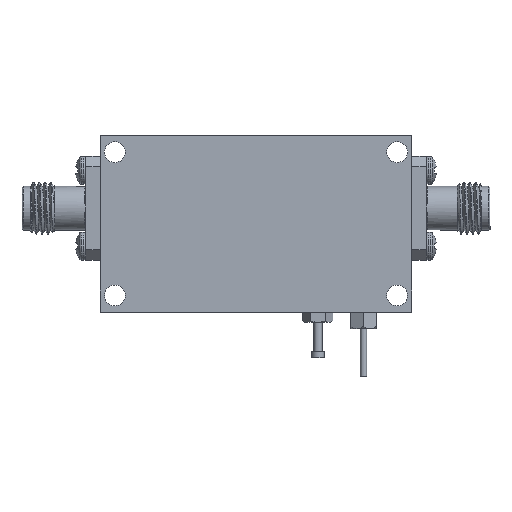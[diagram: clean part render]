
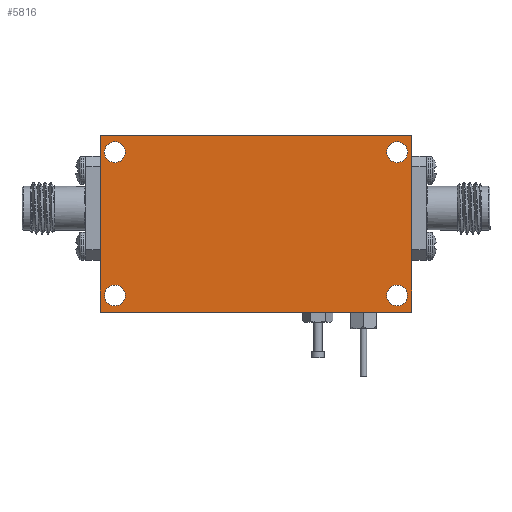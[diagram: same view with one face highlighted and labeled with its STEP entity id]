
A CAD part, front view. The second image highlights one B-rep face of the part: STEP entity #5816.
In plain terms, the highlighted planar face has unit normal (0, -1, 0).
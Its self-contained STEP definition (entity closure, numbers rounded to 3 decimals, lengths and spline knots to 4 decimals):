
#40 = EDGE_CURVE ( 'NONE', #24460, #24460, #2845, .T. ) ;
#204 = ORIENTED_EDGE ( 'NONE', *, *, #25235, .T. ) ;
#803 = CARTESIAN_POINT ( 'NONE',  ( -0.68, -0.1875, -0.295 ) ) ;
#882 = EDGE_CURVE ( 'NONE', #38625, #13237, #27403, .T. ) ;
#934 = CARTESIAN_POINT ( 'NONE',  ( -0.68, -0.1875, 0.395 ) ) ;
#2646 = DIRECTION ( 'NONE',  ( 0., 0., -1. ) ) ;
#2760 = DIRECTION ( 'NONE',  ( 0., 1., 0. ) ) ;
#2845 = CIRCLE ( 'NONE', #8482, 0.05 ) ;
#2872 = PLANE ( 'NONE',  #4366 ) ;
#3039 = LINE ( 'NONE', #8037, #27917 ) ;
#3378 = VECTOR ( 'NONE', #25542, 39.3701 ) ;
#4366 = AXIS2_PLACEMENT_3D ( 'NONE', #29683, #13438, #2646 ) ;
#4533 = VERTEX_POINT ( 'NONE', #31981 ) ;
#5191 = VERTEX_POINT ( 'NONE', #8064 ) ;
#5635 = CIRCLE ( 'NONE', #13386, 0.05 ) ;
#5816 = ADVANCED_FACE ( 'NONE', ( #38485, #32755, #42665, #23315, #43112 ), #2872, .T. ) ;
#5838 = CARTESIAN_POINT ( 'NONE',  ( -0.68, -0.1875, -0.345 ) ) ;
#5996 = EDGE_LOOP ( 'NONE', ( #7158, #15704, #39834, #18861 ) ) ;
#7158 = ORIENTED_EDGE ( 'NONE', *, *, #24852, .F. ) ;
#7732 = VECTOR ( 'NONE', #33552, 39.3701 ) ;
#8037 = CARTESIAN_POINT ( 'NONE',  ( -0.75, -0.1875, -0.425 ) ) ;
#8064 = CARTESIAN_POINT ( 'NONE',  ( 0.68, -0.1875, 0.395 ) ) ;
#8323 = ORIENTED_EDGE ( 'NONE', *, *, #32226, .T. ) ;
#8482 = AXIS2_PLACEMENT_3D ( 'NONE', #33933, #30633, #43195 ) ;
#10498 = CIRCLE ( 'NONE', #12007, 0.05 ) ;
#11359 = EDGE_LOOP ( 'NONE', ( #34364 ) ) ;
#11512 = ORIENTED_EDGE ( 'NONE', *, *, #40, .T. ) ;
#12007 = AXIS2_PLACEMENT_3D ( 'NONE', #5838, #32624, #23181 ) ;
#12154 = CARTESIAN_POINT ( 'NONE',  ( -0.75, -0.1875, 0.425 ) ) ;
#13237 = VERTEX_POINT ( 'NONE', #25826 ) ;
#13238 = VERTEX_POINT ( 'NONE', #26471 ) ;
#13386 = AXIS2_PLACEMENT_3D ( 'NONE', #39688, #2760, #16169 ) ;
#13438 = DIRECTION ( 'NONE',  ( 0., -1., 0. ) ) ;
#14488 = EDGE_CURVE ( 'NONE', #24893, #13238, #3039, .T. ) ;
#14923 = CARTESIAN_POINT ( 'NONE',  ( 0.75, -0.1875, -0.425 ) ) ;
#15704 = ORIENTED_EDGE ( 'NONE', *, *, #882, .F. ) ;
#16169 = DIRECTION ( 'NONE',  ( 0., 0., 1. ) ) ;
#18861 = ORIENTED_EDGE ( 'NONE', *, *, #14488, .F. ) ;
#18986 = EDGE_CURVE ( 'NONE', #20811, #20811, #10498, .T. ) ;
#19975 = CARTESIAN_POINT ( 'NONE',  ( -0.75, -0.1875, 0.425 ) ) ;
#20811 = VERTEX_POINT ( 'NONE', #803 ) ;
#21469 = DIRECTION ( 'NONE',  ( 0., 0., 1. ) ) ;
#23181 = DIRECTION ( 'NONE',  ( 0., 0., 1. ) ) ;
#23315 = FACE_BOUND ( 'NONE', #36412, .T. ) ;
#23357 = EDGE_LOOP ( 'NONE', ( #204 ) ) ;
#24460 = VERTEX_POINT ( 'NONE', #934 ) ;
#24852 = EDGE_CURVE ( 'NONE', #13237, #24893, #27459, .T. ) ;
#24893 = VERTEX_POINT ( 'NONE', #14923 ) ;
#25235 = EDGE_CURVE ( 'NONE', #5191, #5191, #33888, .T. ) ;
#25542 = DIRECTION ( 'NONE',  ( 0., 0., 1. ) ) ;
#25826 = CARTESIAN_POINT ( 'NONE',  ( 0.75, -0.1875, 0.425 ) ) ;
#26471 = CARTESIAN_POINT ( 'NONE',  ( -0.75, -0.1875, -0.425 ) ) ;
#26888 = AXIS2_PLACEMENT_3D ( 'NONE', #31558, #34865, #21469 ) ;
#27403 = LINE ( 'NONE', #37522, #7732 ) ;
#27459 = LINE ( 'NONE', #34704, #38121 ) ;
#27917 = VECTOR ( 'NONE', #40184, 39.3701 ) ;
#28182 = EDGE_LOOP ( 'NONE', ( #11512 ) ) ;
#29683 = CARTESIAN_POINT ( 'NONE',  ( 0., -0.1875, 0. ) ) ;
#30633 = DIRECTION ( 'NONE',  ( 0., 1., 0. ) ) ;
#31558 = CARTESIAN_POINT ( 'NONE',  ( 0.68, -0.1875, 0.345 ) ) ;
#31981 = CARTESIAN_POINT ( 'NONE',  ( 0.68, -0.1875, -0.295 ) ) ;
#32226 = EDGE_CURVE ( 'NONE', #4533, #4533, #5635, .T. ) ;
#32624 = DIRECTION ( 'NONE',  ( 0., 1., 0. ) ) ;
#32755 = FACE_BOUND ( 'NONE', #23357, .T. ) ;
#33552 = DIRECTION ( 'NONE',  ( 1., 0., 0. ) ) ;
#33888 = CIRCLE ( 'NONE', #26888, 0.05 ) ;
#33933 = CARTESIAN_POINT ( 'NONE',  ( -0.68, -0.1875, 0.345 ) ) ;
#34364 = ORIENTED_EDGE ( 'NONE', *, *, #18986, .T. ) ;
#34489 = DIRECTION ( 'NONE',  ( 0., 0., -1. ) ) ;
#34704 = CARTESIAN_POINT ( 'NONE',  ( 0.75, -0.1875, 0.425 ) ) ;
#34865 = DIRECTION ( 'NONE',  ( 0., 1., 0. ) ) ;
#36412 = EDGE_LOOP ( 'NONE', ( #8323 ) ) ;
#37522 = CARTESIAN_POINT ( 'NONE',  ( -0.75, -0.1875, 0.425 ) ) ;
#37979 = EDGE_CURVE ( 'NONE', #13238, #38625, #42262, .T. ) ;
#38121 = VECTOR ( 'NONE', #34489, 39.3701 ) ;
#38485 = FACE_OUTER_BOUND ( 'NONE', #5996, .T. ) ;
#38625 = VERTEX_POINT ( 'NONE', #19975 ) ;
#39688 = CARTESIAN_POINT ( 'NONE',  ( 0.68, -0.1875, -0.345 ) ) ;
#39834 = ORIENTED_EDGE ( 'NONE', *, *, #37979, .F. ) ;
#40184 = DIRECTION ( 'NONE',  ( -1., 0., 0. ) ) ;
#42262 = LINE ( 'NONE', #12154, #3378 ) ;
#42665 = FACE_BOUND ( 'NONE', #11359, .T. ) ;
#43112 = FACE_BOUND ( 'NONE', #28182, .T. ) ;
#43195 = DIRECTION ( 'NONE',  ( 0., 0., 1. ) ) ;
